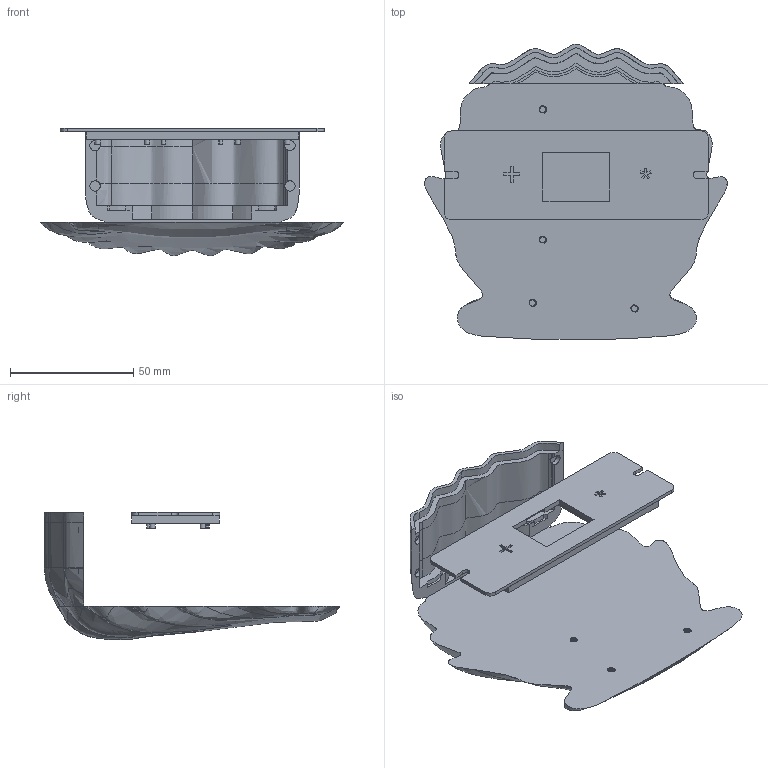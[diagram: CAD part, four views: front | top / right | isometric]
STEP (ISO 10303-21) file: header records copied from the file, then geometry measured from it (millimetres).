
FILE_DESCRIPTION(/* description */ (''),/* implementation_level */ '2;1');
FILE_NAME(/* name */ 'shell-fnal-project-v6 v33.step',/* time_stamp */ '2023-06-09T00:06:29+02:00',/* author */ (''),/* organization */ (''),/* preprocessor_version */ 'ST-DEVELOPER v19.2',/* originating_system */ 'Autodesk Translation Framework v12.6.0.85',/* authorisation */ '');
FILE_SCHEMA (('AUTOMOTIVE_DESIGN { 1 0 10303 214 3 1 1 }'));
Length unit declared in the file: millimetre
Products named in the file (4): shell-fnal-project-v6; concha; box; OLED
Assembly tree (3 placements, depth 2):
  shell-fnal-project-v6
    concha
    box
    OLED
Bounding box: 122.66 x 119.7 x 51.78 mm (x, y, z)
Volume: 95594.6 mm3; surface area: 41828 mm2
Topology: 3 solids, 3 shells, 389 faces, 1060 edges, 708 vertices
Faces by surface type: plane 179, cylinder 132, bspline 78
Full cylindrical faces by diameter (mm): 1.271 x4, 1.668 x2, 1.7 x2, 1.775 x4, 2.2 x6, 2.529 x12, 3.086 x6, 4.2 x4
Entity records: 28779 total; most frequent: CARTESIAN_POINT 19673, ORIENTED_EDGE 2120, DIRECTION 1403, EDGE_CURVE 1060, VERTEX_POINT 708, LINE 569, VECTOR 569, EDGE_LOOP 422
